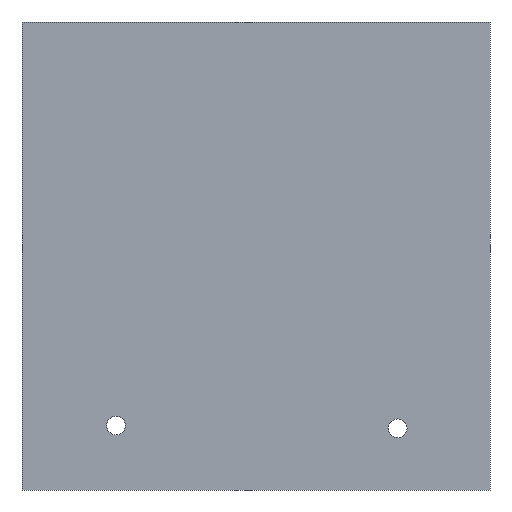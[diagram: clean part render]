
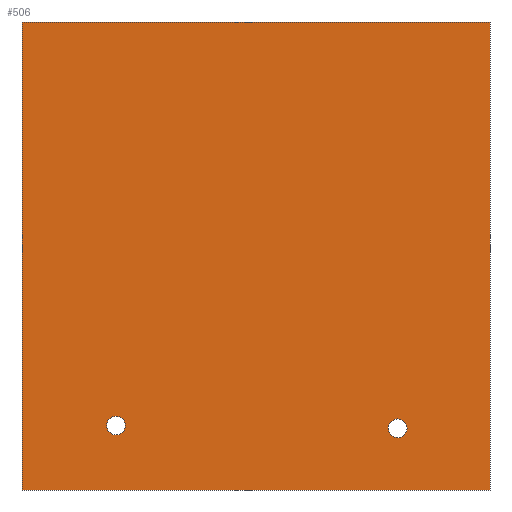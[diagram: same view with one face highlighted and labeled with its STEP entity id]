
A CAD part, front view. The second image highlights one B-rep face of the part: STEP entity #506.
In plain terms, the highlighted planar face has unit normal (0, -1, 0).
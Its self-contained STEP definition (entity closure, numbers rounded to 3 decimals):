
#19 = LINE ( 'NONE', #935, #2983 ) ;
#58 = CIRCLE ( 'NONE', #2894, 1. ) ;
#69 = CIRCLE ( 'NONE', #2312, 1. ) ;
#160 = EDGE_LOOP ( 'NONE', ( #2742, #2111 ) ) ;
#161 = DIRECTION ( 'NONE',  ( 0., 1., 0. ) ) ;
#165 = AXIS2_PLACEMENT_3D ( 'NONE', #1363, #161, #2682 ) ;
#183 = ORIENTED_EDGE ( 'NONE', *, *, #418, .F. ) ;
#301 = VECTOR ( 'NONE', #575, 1000. ) ;
#350 = VERTEX_POINT ( 'NONE', #576 ) ;
#372 = DIRECTION ( 'NONE',  ( 0., 0., 1. ) ) ;
#377 = CARTESIAN_POINT ( 'NONE',  ( -25., 0., -25. ) ) ;
#393 = DIRECTION ( 'NONE',  ( 0., 1., 0. ) ) ;
#418 = EDGE_CURVE ( 'NONE', #3445, #3180, #19, .T. ) ;
#506 = ADVANCED_FACE ( 'NONE', ( #1062, #1406, #2418 ), #3033, .F. ) ;
#554 = DIRECTION ( 'NONE',  ( 0., 1., 0. ) ) ;
#575 = DIRECTION ( 'NONE',  ( 0., 0., 1. ) ) ;
#576 = CARTESIAN_POINT ( 'NONE',  ( 15.14, 0., -17.409 ) ) ;
#640 = VERTEX_POINT ( 'NONE', #683 ) ;
#653 = VERTEX_POINT ( 'NONE', #377 ) ;
#665 = ORIENTED_EDGE ( 'NONE', *, *, #1109, .F. ) ;
#683 = CARTESIAN_POINT ( 'NONE',  ( 25., 0., -25. ) ) ;
#715 = EDGE_CURVE ( 'NONE', #640, #653, #3311, .T. ) ;
#719 = ORIENTED_EDGE ( 'NONE', *, *, #1424, .T. ) ;
#722 = VERTEX_POINT ( 'NONE', #2685 ) ;
#746 = LINE ( 'NONE', #2786, #301 ) ;
#803 = CIRCLE ( 'NONE', #1434, 1. ) ;
#935 = CARTESIAN_POINT ( 'NONE',  ( 25., 0., 25. ) ) ;
#968 = EDGE_CURVE ( 'NONE', #350, #1773, #58, .T. ) ;
#995 = EDGE_CURVE ( 'NONE', #722, #1595, #1532, .T. ) ;
#1020 = CARTESIAN_POINT ( 'NONE',  ( 15.14, 0., -19.409 ) ) ;
#1062 = FACE_BOUND ( 'NONE', #160, .T. ) ;
#1109 = EDGE_CURVE ( 'NONE', #3180, #640, #3102, .T. ) ;
#1167 = AXIS2_PLACEMENT_3D ( 'NONE', #3036, #554, #3580 ) ;
#1187 = CARTESIAN_POINT ( 'NONE',  ( 15.14, 0., -18.409 ) ) ;
#1289 = DIRECTION ( 'NONE',  ( -1., 0., 0. ) ) ;
#1363 = CARTESIAN_POINT ( 'NONE',  ( 0., 0., 0. ) ) ;
#1371 = CARTESIAN_POINT ( 'NONE',  ( 15.14, 0., -18.409 ) ) ;
#1404 = DIRECTION ( 'NONE',  ( 0., 0., 1. ) ) ;
#1406 = FACE_BOUND ( 'NONE', #3273, .T. ) ;
#1423 = CARTESIAN_POINT ( 'NONE',  ( 25., 0., 25. ) ) ;
#1424 = EDGE_CURVE ( 'NONE', #1595, #722, #803, .T. ) ;
#1426 = CARTESIAN_POINT ( 'NONE',  ( 25., 0., 25. ) ) ;
#1434 = AXIS2_PLACEMENT_3D ( 'NONE', #1485, #393, #372 ) ;
#1448 = EDGE_CURVE ( 'NONE', #1773, #350, #69, .T. ) ;
#1485 = CARTESIAN_POINT ( 'NONE',  ( -14.953, 0., -18.113 ) ) ;
#1532 = CIRCLE ( 'NONE', #1167, 1. ) ;
#1595 = VERTEX_POINT ( 'NONE', #2358 ) ;
#1610 = ORIENTED_EDGE ( 'NONE', *, *, #715, .F. ) ;
#1733 = DIRECTION ( 'NONE',  ( 0., 0., -1. ) ) ;
#1773 = VERTEX_POINT ( 'NONE', #1020 ) ;
#1781 = DIRECTION ( 'NONE',  ( 0., 0., 1. ) ) ;
#2111 = ORIENTED_EDGE ( 'NONE', *, *, #1448, .T. ) ;
#2312 = AXIS2_PLACEMENT_3D ( 'NONE', #1187, #2896, #1781 ) ;
#2358 = CARTESIAN_POINT ( 'NONE',  ( -14.953, 0., -17.113 ) ) ;
#2413 = CARTESIAN_POINT ( 'NONE',  ( 25., 0., -25. ) ) ;
#2414 = VECTOR ( 'NONE', #1289, 1000. ) ;
#2418 = FACE_OUTER_BOUND ( 'NONE', #2761, .T. ) ;
#2508 = ORIENTED_EDGE ( 'NONE', *, *, #3328, .F. ) ;
#2536 = CARTESIAN_POINT ( 'NONE',  ( -25., 0., 25. ) ) ;
#2606 = DIRECTION ( 'NONE',  ( 1., 0., 0. ) ) ;
#2663 = VECTOR ( 'NONE', #1733, 1000. ) ;
#2682 = DIRECTION ( 'NONE',  ( 0., 0., 1. ) ) ;
#2685 = CARTESIAN_POINT ( 'NONE',  ( -14.953, 0., -19.113 ) ) ;
#2742 = ORIENTED_EDGE ( 'NONE', *, *, #968, .T. ) ;
#2761 = EDGE_LOOP ( 'NONE', ( #2508, #1610, #665, #183 ) ) ;
#2779 = DIRECTION ( 'NONE',  ( 0., 1., 0. ) ) ;
#2786 = CARTESIAN_POINT ( 'NONE',  ( -25., 0., 25. ) ) ;
#2894 = AXIS2_PLACEMENT_3D ( 'NONE', #1371, #2779, #1404 ) ;
#2896 = DIRECTION ( 'NONE',  ( 0., 1., 0. ) ) ;
#2983 = VECTOR ( 'NONE', #2606, 1000. ) ;
#3033 = PLANE ( 'NONE',  #165 ) ;
#3036 = CARTESIAN_POINT ( 'NONE',  ( -14.953, 0., -18.113 ) ) ;
#3102 = LINE ( 'NONE', #1426, #2663 ) ;
#3180 = VERTEX_POINT ( 'NONE', #1423 ) ;
#3273 = EDGE_LOOP ( 'NONE', ( #719, #3557 ) ) ;
#3311 = LINE ( 'NONE', #2413, #2414 ) ;
#3328 = EDGE_CURVE ( 'NONE', #653, #3445, #746, .T. ) ;
#3445 = VERTEX_POINT ( 'NONE', #2536 ) ;
#3557 = ORIENTED_EDGE ( 'NONE', *, *, #995, .T. ) ;
#3580 = DIRECTION ( 'NONE',  ( 0., 0., 1. ) ) ;
